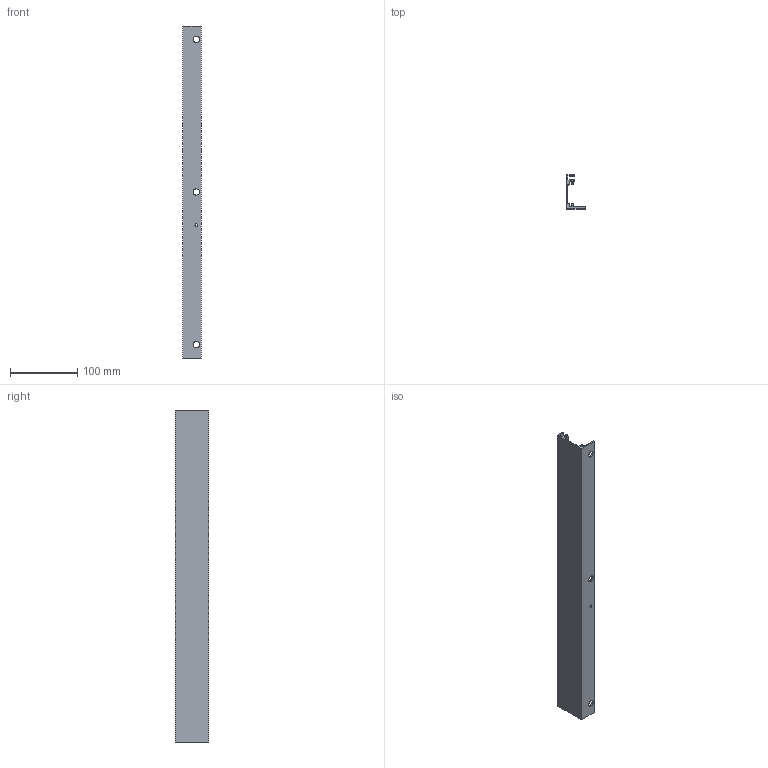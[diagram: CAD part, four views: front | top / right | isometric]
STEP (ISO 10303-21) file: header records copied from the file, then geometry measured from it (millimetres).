
FILE_DESCRIPTION((''),'2;1');
FILE_NAME('Panneau_Profilé_Photovoltaïque.stp','2009-02-12T21:44:31',('Alex_Cyril'),(''),'Autodesk Inventor 11','Autodesk Inventor 11','');
FILE_SCHEMA(('AUTOMOTIVE_DESIGN { 1 0 10303 214 1 1 1 1 }'));
Length unit declared in the file: millimetre
Products named in the file (1): Panneau_Profilé_Photovoltaïque
Bounding box: 27 x 50 x 494 mm (x, y, z)
Volume: 104570.3 mm3; surface area: 103668.3 mm2
Topology: 1 solids, 1 shells, 36 faces, 106 edges, 72 vertices
Faces by surface type: plane 18, cylinder 14, bspline 4
Entity records: 1253 total; most frequent: CARTESIAN_POINT 271, DIRECTION 200, ORIENTED_EDGE 196, EDGE_CURVE 98, AXIS2_PLACEMENT_3D 69, VERTEX_POINT 68, VECTOR 62, LINE 62
